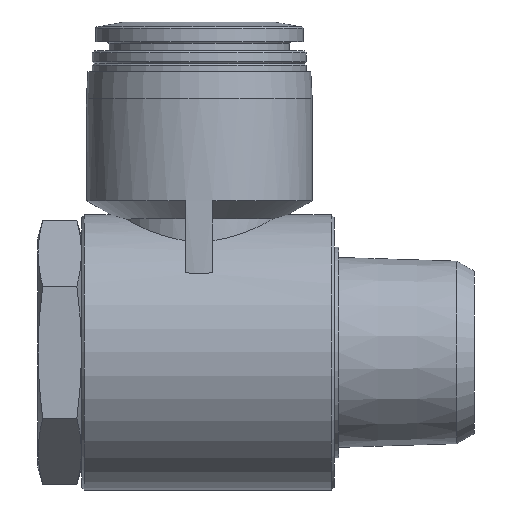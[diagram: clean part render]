
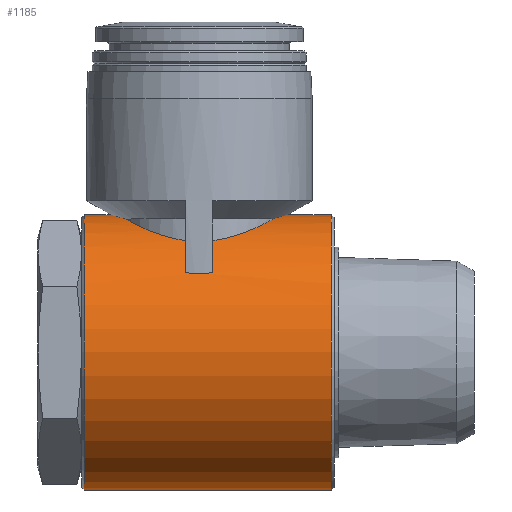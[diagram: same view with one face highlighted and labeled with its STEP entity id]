
A CAD part, left-side view. The second image highlights one B-rep face of the part: STEP entity #1185.
In plain terms, the highlighted cylindrical face has radius 15.24 mm (diameter 30.48 mm), a full revolution.
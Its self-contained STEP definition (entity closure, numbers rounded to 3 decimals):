
#94=B_SPLINE_CURVE_WITH_KNOTS('',3,(#1620,#1621,#1622,#1623,#1624,#1625),
 .UNSPECIFIED.,.F.,.F.,(4,1,1,4),(0.033,0.037,
0.039,0.042),.UNSPECIFIED.);
#95=B_SPLINE_CURVE_WITH_KNOTS('',3,(#1627,#1628,#1629,#1630,#1631,#1632,
#1633),.UNSPECIFIED.,.F.,.F.,(4,1,1,1,4),(0.,0.002,
0.004,0.006,0.008),
 .UNSPECIFIED.);
#96=B_SPLINE_CURVE_WITH_KNOTS('',3,(#1635,#1636,#1637,#1638,#1639),
 .UNSPECIFIED.,.F.,.F.,(4,1,4),(0.016,0.021,0.025),
 .UNSPECIFIED.);
#97=B_SPLINE_CURVE_WITH_KNOTS('',3,(#1643,#1644,#1645,#1646),
 .UNSPECIFIED.,.F.,.F.,(4,4),(0.,0.003),
 .UNSPECIFIED.);
#98=B_SPLINE_CURVE_WITH_KNOTS('',3,(#1650,#1651,#1652,#1653,#1654,#1655),
 .UNSPECIFIED.,.F.,.F.,(4,1,1,4),(0.004,0.008,
0.011,0.013),.UNSPECIFIED.);
#99=B_SPLINE_CURVE_WITH_KNOTS('',3,(#1657,#1658,#1659,#1660,#1661,#1662,
#1663),.UNSPECIFIED.,.F.,.F.,(4,1,1,1,4),(0.,0.002,
0.004,0.006,0.008),
 .UNSPECIFIED.);
#100=B_SPLINE_CURVE_WITH_KNOTS('',3,(#1665,#1666,#1667,#1668,#1669),
 .UNSPECIFIED.,.F.,.F.,(4,1,4),(0.045,0.049,0.054),
 .UNSPECIFIED.);
#101=B_SPLINE_CURVE_WITH_KNOTS('',3,(#1673,#1674,#1675,#1676),
 .UNSPECIFIED.,.F.,.F.,(4,4),(0.,0.003),
 .UNSPECIFIED.);
#134=ORIENTED_EDGE('',*,*,#340,.F.);
#135=ORIENTED_EDGE('',*,*,#341,.T.);
#136=ORIENTED_EDGE('',*,*,#342,.F.);
#137=ORIENTED_EDGE('',*,*,#343,.F.);
#138=ORIENTED_EDGE('',*,*,#344,.F.);
#139=ORIENTED_EDGE('',*,*,#345,.F.);
#140=ORIENTED_EDGE('',*,*,#346,.F.);
#141=ORIENTED_EDGE('',*,*,#347,.F.);
#142=ORIENTED_EDGE('',*,*,#348,.F.);
#143=ORIENTED_EDGE('',*,*,#349,.F.);
#144=ORIENTED_EDGE('',*,*,#350,.F.);
#145=ORIENTED_EDGE('',*,*,#351,.F.);
#146=ORIENTED_EDGE('',*,*,#352,.F.);
#147=ORIENTED_EDGE('',*,*,#353,.F.);
#340=EDGE_CURVE('',#443,#443,#516,.T.);
#341=EDGE_CURVE('',#444,#444,#517,.T.);
#342=EDGE_CURVE('',#445,#446,#518,.T.);
#343=EDGE_CURVE('',#447,#445,#94,.T.);
#344=EDGE_CURVE('',#448,#447,#95,.T.);
#345=EDGE_CURVE('',#449,#448,#96,.T.);
#346=EDGE_CURVE('',#450,#449,#519,.T.);
#347=EDGE_CURVE('',#451,#450,#97,.T.);
#348=EDGE_CURVE('',#452,#451,#520,.T.);
#349=EDGE_CURVE('',#453,#452,#98,.T.);
#350=EDGE_CURVE('',#454,#453,#99,.T.);
#351=EDGE_CURVE('',#455,#454,#100,.T.);
#352=EDGE_CURVE('',#456,#455,#521,.T.);
#353=EDGE_CURVE('',#446,#456,#101,.T.);
#443=VERTEX_POINT('',#1614);
#444=VERTEX_POINT('',#1616);
#445=VERTEX_POINT('',#1618);
#446=VERTEX_POINT('',#1619);
#447=VERTEX_POINT('',#1626);
#448=VERTEX_POINT('',#1634);
#449=VERTEX_POINT('',#1640);
#450=VERTEX_POINT('',#1642);
#451=VERTEX_POINT('',#1647);
#452=VERTEX_POINT('',#1649);
#453=VERTEX_POINT('',#1656);
#454=VERTEX_POINT('',#1664);
#455=VERTEX_POINT('',#1670);
#456=VERTEX_POINT('',#1672);
#516=CIRCLE('',#1254,15.24);
#517=CIRCLE('',#1255,15.24);
#518=CIRCLE('',#1256,15.24);
#519=CIRCLE('',#1257,15.24);
#520=CIRCLE('',#1258,15.24);
#521=CIRCLE('',#1259,15.24);
#568=EDGE_LOOP('',(#134));
#569=EDGE_LOOP('',(#135));
#570=EDGE_LOOP('',(#136,#137,#138,#139,#140,#141,#142,#143,#144,#145,#146,
#147));
#659=FACE_BOUND('',#568,.T.);
#660=FACE_BOUND('',#569,.T.);
#661=FACE_BOUND('',#570,.T.);
#749=CYLINDRICAL_SURFACE('',#1253,15.24);
#1185=ADVANCED_FACE('',(#659,#660,#661),#749,.T.);
#1253=AXIS2_PLACEMENT_3D('',#1612,#1372,#1373);
#1254=AXIS2_PLACEMENT_3D('',#1613,#1374,#1375);
#1255=AXIS2_PLACEMENT_3D('',#1615,#1376,#1377);
#1256=AXIS2_PLACEMENT_3D('',#1617,#1378,#1379);
#1257=AXIS2_PLACEMENT_3D('',#1641,#1380,#1381);
#1258=AXIS2_PLACEMENT_3D('',#1648,#1382,#1383);
#1259=AXIS2_PLACEMENT_3D('',#1671,#1384,#1385);
#1372=DIRECTION('',(0.,-1.,0.));
#1373=DIRECTION('',(0.,0.,-1.));
#1374=DIRECTION('',(0.,-1.,0.));
#1375=DIRECTION('',(0.,0.,-1.));
#1376=DIRECTION('',(0.,-1.,0.));
#1377=DIRECTION('',(0.,0.,-1.));
#1378=DIRECTION('',(0.,-1.,0.));
#1379=DIRECTION('',(0.,0.,-1.));
#1380=DIRECTION('',(0.,-1.,0.));
#1381=DIRECTION('',(0.,0.,-1.));
#1382=DIRECTION('',(0.,1.,0.));
#1383=DIRECTION('',(0.,0.,1.));
#1384=DIRECTION('',(0.,1.,0.));
#1385=DIRECTION('',(0.,0.,1.));
#1612=CARTESIAN_POINT('',(0.,-30.429,0.));
#1613=CARTESIAN_POINT('',(0.,-14.629,0.));
#1614=CARTESIAN_POINT('',(0.,-14.629,-15.24));
#1615=CARTESIAN_POINT('',(0.,12.741,0.));
#1616=CARTESIAN_POINT('',(0.,12.741,-15.24));
#1617=CARTESIAN_POINT('',(0.,1.5,0.));
#1618=CARTESIAN_POINT('',(-8.874,1.5,12.39));
#1619=CARTESIAN_POINT('',(-12.41,1.5,8.846));
#1620=CARTESIAN_POINT('',(-3.636,8.233,14.8));
#1621=CARTESIAN_POINT('',(-5.004,7.629,14.464));
#1622=CARTESIAN_POINT('',(-6.784,6.222,13.711));
#1623=CARTESIAN_POINT('',(-8.299,3.714,12.797));
#1624=CARTESIAN_POINT('',(-8.747,2.25,12.481));
#1625=CARTESIAN_POINT('',(-8.874,1.5,12.39));
#1626=CARTESIAN_POINT('',(-3.636,8.233,14.8));
#1627=CARTESIAN_POINT('',(3.636,8.233,14.8));
#1628=CARTESIAN_POINT('',(3.143,8.682,14.921));
#1629=CARTESIAN_POINT('',(2.049,9.446,15.141));
#1630=CARTESIAN_POINT('',(0.007,9.929,15.288));
#1631=CARTESIAN_POINT('',(-2.02,9.46,15.145));
#1632=CARTESIAN_POINT('',(-3.14,8.685,14.922));
#1633=CARTESIAN_POINT('',(-3.636,8.233,14.8));
#1634=CARTESIAN_POINT('',(3.636,8.233,14.8));
#1635=CARTESIAN_POINT('',(8.874,1.5,12.39));
#1636=CARTESIAN_POINT('',(8.621,3.,12.571));
#1637=CARTESIAN_POINT('',(7.351,5.793,13.471));
#1638=CARTESIAN_POINT('',(5.008,7.627,14.463));
#1639=CARTESIAN_POINT('',(3.636,8.233,14.8));
#1640=CARTESIAN_POINT('',(8.874,1.5,12.39));
#1641=CARTESIAN_POINT('',(0.,1.5,0.));
#1642=CARTESIAN_POINT('',(12.41,1.5,8.846));
#1643=CARTESIAN_POINT('',(12.41,-1.5,8.846));
#1644=CARTESIAN_POINT('',(12.53,-0.506,8.678));
#1645=CARTESIAN_POINT('',(12.53,0.506,8.678));
#1646=CARTESIAN_POINT('',(12.41,1.5,8.846));
#1647=CARTESIAN_POINT('',(12.41,-1.5,8.846));
#1648=CARTESIAN_POINT('',(0.,-1.5,0.));
#1649=CARTESIAN_POINT('',(8.874,-1.5,12.39));
#1650=CARTESIAN_POINT('',(3.636,-8.233,14.8));
#1651=CARTESIAN_POINT('',(5.004,-7.629,14.464));
#1652=CARTESIAN_POINT('',(6.78,-6.227,13.713));
#1653=CARTESIAN_POINT('',(8.299,-3.713,12.797));
#1654=CARTESIAN_POINT('',(8.747,-2.25,12.481));
#1655=CARTESIAN_POINT('',(8.874,-1.5,12.39));
#1656=CARTESIAN_POINT('',(3.636,-8.233,14.8));
#1657=CARTESIAN_POINT('',(-3.636,-8.233,14.8));
#1658=CARTESIAN_POINT('',(-3.143,-8.682,14.921));
#1659=CARTESIAN_POINT('',(-2.049,-9.446,15.141));
#1660=CARTESIAN_POINT('',(-0.007,-9.929,15.288));
#1661=CARTESIAN_POINT('',(2.02,-9.46,15.145));
#1662=CARTESIAN_POINT('',(3.14,-8.685,14.922));
#1663=CARTESIAN_POINT('',(3.636,-8.233,14.8));
#1664=CARTESIAN_POINT('',(-3.636,-8.233,14.8));
#1665=CARTESIAN_POINT('',(-8.874,-1.5,12.39));
#1666=CARTESIAN_POINT('',(-8.62,-3.003,12.572));
#1667=CARTESIAN_POINT('',(-7.349,-5.79,13.471));
#1668=CARTESIAN_POINT('',(-5.018,-7.622,14.46));
#1669=CARTESIAN_POINT('',(-3.636,-8.233,14.8));
#1670=CARTESIAN_POINT('',(-8.874,-1.5,12.39));
#1671=CARTESIAN_POINT('',(0.,-1.5,0.));
#1672=CARTESIAN_POINT('',(-12.41,-1.5,8.846));
#1673=CARTESIAN_POINT('',(-12.41,1.5,8.846));
#1674=CARTESIAN_POINT('',(-12.53,0.506,8.678));
#1675=CARTESIAN_POINT('',(-12.53,-0.506,8.678));
#1676=CARTESIAN_POINT('',(-12.41,-1.5,8.846));
